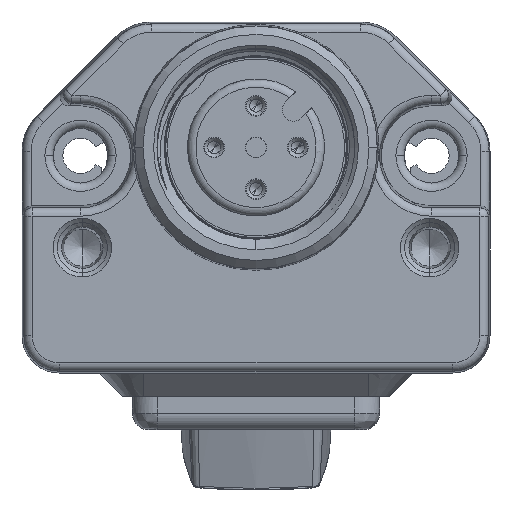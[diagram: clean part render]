
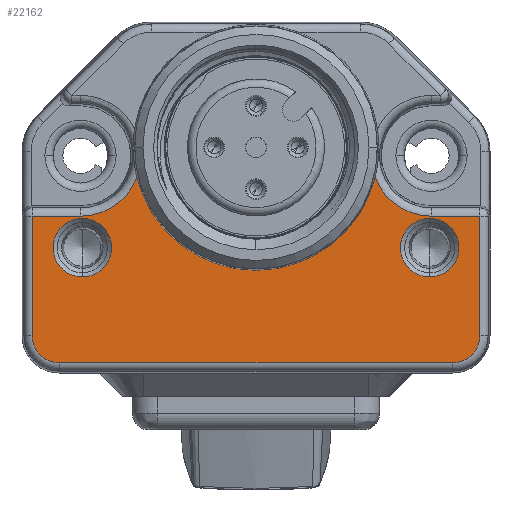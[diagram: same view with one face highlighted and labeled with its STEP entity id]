
A CAD part, left-side view. The second image highlights one B-rep face of the part: STEP entity #22162.
In plain terms, the highlighted face is planar.
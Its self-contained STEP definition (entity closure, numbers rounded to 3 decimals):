
#17121=CARTESIAN_POINT('',(13.,13.5,10.392));
#17122=DIRECTION('',(-1.,0.,0.));
#17123=DIRECTION('',(0.,1.,0.));
#17124=AXIS2_PLACEMENT_3D('',#17121,#17122,#17123);
#17126=CARTESIAN_POINT('',(13.,13.5,10.392));
#17127=DIRECTION('',(-1.,0.,0.));
#17128=DIRECTION('',(0.,-1.,0.));
#17129=AXIS2_PLACEMENT_3D('',#17126,#17127,#17128);
#17131=CARTESIAN_POINT('',(13.,13.5,-10.392));
#17132=DIRECTION('',(-1.,0.,0.));
#17133=DIRECTION('',(0.,-1.,0.));
#17134=AXIS2_PLACEMENT_3D('',#17131,#17132,#17133);
#17136=CARTESIAN_POINT('',(13.,13.5,-10.392));
#17137=DIRECTION('',(-1.,0.,0.));
#17138=DIRECTION('',(0.,1.,0.));
#17139=AXIS2_PLACEMENT_3D('',#17136,#17137,#17138);
#17141=CARTESIAN_POINT('',(13.,8.,-10.5));
#17142=DIRECTION('',(-1.,0.,0.));
#17143=DIRECTION('',(0.,0.359,0.933));
#17144=AXIS2_PLACEMENT_3D('',#17141,#17142,#17143);
#17146=CARTESIAN_POINT('',(13.,7.5,0.));
#17147=DIRECTION('',(1.,0.,0.));
#17148=DIRECTION('',(0.,0.244,-0.97));
#17149=AXIS2_PLACEMENT_3D('',#17146,#17147,#17148);
#17151=CARTESIAN_POINT('',(13.,8.,10.5));
#17152=DIRECTION('',(-1.,0.,0.));
#17153=DIRECTION('',(0.,1.,0.));
#17154=AXIS2_PLACEMENT_3D('',#17151,#17152,#17153);
#17156=DIRECTION('',(0.,0.,-1.));
#17157=VECTOR('',#17156,2.891);
#17158=CARTESIAN_POINT('',(13.,11.614,13.391));
#17159=LINE('',#17158,#17157);
#17160=DIRECTION('',(0.,-1.,0.));
#17161=VECTOR('',#17160,7.136);
#17162=CARTESIAN_POINT('',(13.,18.75,13.391));
#17163=LINE('',#17162,#17161);
#17164=CARTESIAN_POINT('',(13.,18.75,11.75));
#17165=DIRECTION('',(1.,0.,0.));
#17166=DIRECTION('',(0.,1.,0.));
#17167=AXIS2_PLACEMENT_3D('',#17164,#17165,#17166);
#17169=DIRECTION('',(0.,0.,1.));
#17170=VECTOR('',#17169,23.5);
#17171=CARTESIAN_POINT('',(13.,20.391,-11.75));
#17172=LINE('',#17171,#17170);
#17173=CARTESIAN_POINT('',(13.,18.75,-11.75));
#17174=DIRECTION('',(1.,0.,0.));
#17175=DIRECTION('',(0.,0.,-1.));
#17176=AXIS2_PLACEMENT_3D('',#17173,#17174,#17175);
#17178=DIRECTION('',(0.,1.,0.));
#17179=VECTOR('',#17178,7.136);
#17180=CARTESIAN_POINT('',(13.,11.614,-13.391));
#17181=LINE('',#17180,#17179);
#17182=DIRECTION('',(0.,0.,-1.));
#17183=VECTOR('',#17182,2.891);
#17184=CARTESIAN_POINT('',(13.,11.614,-10.5));
#17185=LINE('',#17184,#17183);
#17362=CARTESIAN_POINT('',(13.,9.297,-7.127));
#17430=CARTESIAN_POINT('',(13.,9.297,7.127));
#21440=VERTEX_POINT('',#17362);
#21441=VERTEX_POINT('',#17430);
#21506=CARTESIAN_POINT('',(13.,20.391,11.75));
#21507=CARTESIAN_POINT('',(13.,18.75,13.391));
#21508=VERTEX_POINT('',#21506);
#21509=VERTEX_POINT('',#21507);
#21514=CARTESIAN_POINT('',(13.,20.391,-11.75));
#21515=VERTEX_POINT('',#21514);
#21518=CARTESIAN_POINT('',(13.,18.75,-13.391));
#21519=VERTEX_POINT('',#21518);
#21546=CARTESIAN_POINT('',(13.,15.25,10.392));
#21547=CARTESIAN_POINT('',(13.,11.75,10.392));
#21548=VERTEX_POINT('',#21546);
#21549=VERTEX_POINT('',#21547);
#21550=CARTESIAN_POINT('',(13.,11.75,-10.392));
#21551=CARTESIAN_POINT('',(13.,15.25,-10.392));
#21552=VERTEX_POINT('',#21550);
#21553=VERTEX_POINT('',#21551);
#21554=CARTESIAN_POINT('',(13.,11.614,-10.5));
#21555=VERTEX_POINT('',#21554);
#21556=CARTESIAN_POINT('',(13.,11.614,-13.391));
#21557=VERTEX_POINT('',#21556);
#21592=CARTESIAN_POINT('',(13.,11.614,10.5));
#21593=VERTEX_POINT('',#21592);
#21594=CARTESIAN_POINT('',(13.,11.614,13.391));
#21595=VERTEX_POINT('',#21594);
#22123=CARTESIAN_POINT('',(13.,0.,0.));
#22124=DIRECTION('',(1.,0.,0.));
#22125=DIRECTION('',(0.,0.,-1.));
#22126=AXIS2_PLACEMENT_3D('',#22123,#22124,#22125);
#22127=PLANE('',#22126);
#22129=ORIENTED_EDGE('',*,*,#22128,.F.);
#22131=ORIENTED_EDGE('',*,*,#22130,.T.);
#22133=ORIENTED_EDGE('',*,*,#22132,.F.);
#22135=ORIENTED_EDGE('',*,*,#22134,.F.);
#22137=ORIENTED_EDGE('',*,*,#22136,.F.);
#22139=ORIENTED_EDGE('',*,*,#22138,.F.);
#22141=ORIENTED_EDGE('',*,*,#22140,.F.);
#22143=ORIENTED_EDGE('',*,*,#22142,.F.);
#22145=ORIENTED_EDGE('',*,*,#22144,.F.);
#22147=ORIENTED_EDGE('',*,*,#22146,.F.);
#22148=EDGE_LOOP('',(#22129,#22131,#22133,#22135,#22137,#22139,#22141,#22143,
#22145,#22147));
#22149=FACE_OUTER_BOUND('',#22148,.F.);
#22151=ORIENTED_EDGE('',*,*,#22150,.F.);
#22153=ORIENTED_EDGE('',*,*,#22152,.F.);
#22154=EDGE_LOOP('',(#22151,#22153));
#22155=FACE_BOUND('',#22154,.F.);
#22157=ORIENTED_EDGE('',*,*,#22156,.F.);
#22159=ORIENTED_EDGE('',*,*,#22158,.F.);
#22160=EDGE_LOOP('',(#22157,#22159));
#22161=FACE_BOUND('',#22160,.F.);
#22162=ADVANCED_FACE('',(#22149,#22155,#22161),#22127,.T.);
#17125=CIRCLE('',#17124,1.75);
#17130=CIRCLE('',#17129,1.75);
#17135=CIRCLE('',#17134,1.75);
#17140=CIRCLE('',#17139,1.75);
#17145=CIRCLE('',#17144,3.614);
#17150=CIRCLE('',#17149,7.35);
#17155=CIRCLE('',#17154,3.614);
#17168=CIRCLE('',#17167,1.641);
#17177=CIRCLE('',#17176,1.641);
#22128=EDGE_CURVE('',#21440,#21555,#17145,.T.);
#22130=EDGE_CURVE('',#21440,#21441,#17150,.T.);
#22132=EDGE_CURVE('',#21593,#21441,#17155,.T.);
#22134=EDGE_CURVE('',#21595,#21593,#17159,.T.);
#22136=EDGE_CURVE('',#21509,#21595,#17163,.T.);
#22138=EDGE_CURVE('',#21508,#21509,#17168,.T.);
#22140=EDGE_CURVE('',#21515,#21508,#17172,.T.);
#22142=EDGE_CURVE('',#21519,#21515,#17177,.T.);
#22144=EDGE_CURVE('',#21557,#21519,#17181,.T.);
#22146=EDGE_CURVE('',#21555,#21557,#17185,.T.);
#22150=EDGE_CURVE('',#21548,#21549,#17125,.T.);
#22152=EDGE_CURVE('',#21549,#21548,#17130,.T.);
#22156=EDGE_CURVE('',#21552,#21553,#17135,.T.);
#22158=EDGE_CURVE('',#21553,#21552,#17140,.T.);
